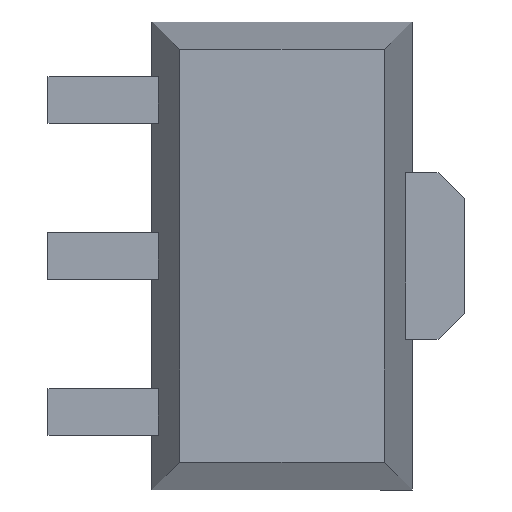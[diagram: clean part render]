
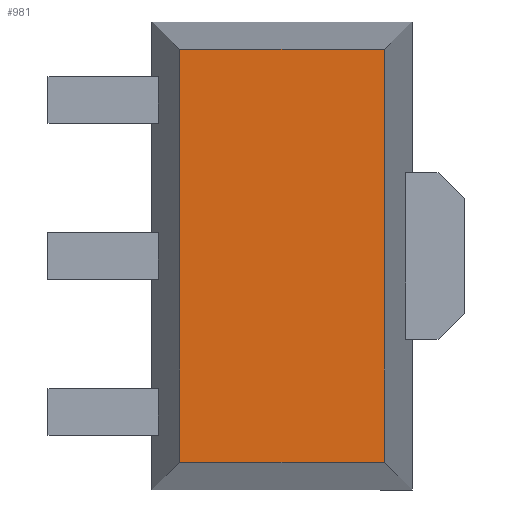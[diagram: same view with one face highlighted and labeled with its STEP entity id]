
A CAD part, top view. The second image highlights one B-rep face of the part: STEP entity #981.
In plain terms, the highlighted planar face has unit normal (0, 0, 1).
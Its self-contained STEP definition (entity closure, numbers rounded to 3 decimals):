
#16 = VERTEX_POINT ( 'NONE', #625 ) ;
#90 = EDGE_CURVE ( 'NONE', #1016, #1044, #146, .T. ) ;
#108 = ORIENTED_EDGE ( 'NONE', *, *, #1650, .F. ) ;
#117 = CARTESIAN_POINT ( 'NONE',  ( -0.986, 1.986, 1.5 ) ) ;
#120 = CARTESIAN_POINT ( 'NONE',  ( 0., 0., 1.5 ) ) ;
#138 = EDGE_LOOP ( 'NONE', ( #108, #1152, #723, #624 ) ) ;
#146 = LINE ( 'NONE', #1555, #1782 ) ;
#169 = VECTOR ( 'NONE', #1911, 1000. ) ;
#182 = CARTESIAN_POINT ( 'NONE',  ( -0.986, 0., 1.5 ) ) ;
#195 = EDGE_CURVE ( 'NONE', #16, #1667, #1093, .T. ) ;
#208 = VECTOR ( 'NONE', #1259, 1000. ) ;
#228 = LINE ( 'NONE', #520, #169 ) ;
#280 = VECTOR ( 'NONE', #1098, 1000. ) ;
#338 = LINE ( 'NONE', #1515, #208 ) ;
#376 = EDGE_CURVE ( 'NONE', #1667, #1016, #228, .T. ) ;
#425 = DIRECTION ( 'NONE',  ( -1., 0., 0. ) ) ;
#520 = CARTESIAN_POINT ( 'NONE',  ( 0., 1.986, 1.5 ) ) ;
#578 = DIRECTION ( 'NONE',  ( 0., 0., -1. ) ) ;
#624 = ORIENTED_EDGE ( 'NONE', *, *, #195, .F. ) ;
#625 = CARTESIAN_POINT ( 'NONE',  ( -0.986, -1.986, 1.5 ) ) ;
#723 = ORIENTED_EDGE ( 'NONE', *, *, #376, .F. ) ;
#747 = CARTESIAN_POINT ( 'NONE',  ( 0.986, -1.986, 1.5 ) ) ;
#848 = FACE_OUTER_BOUND ( 'NONE', #138, .T. ) ;
#981 = ADVANCED_FACE ( 'NONE', ( #848 ), #1781, .F. ) ;
#1016 = VERTEX_POINT ( 'NONE', #1967 ) ;
#1044 = VERTEX_POINT ( 'NONE', #747 ) ;
#1093 = LINE ( 'NONE', #182, #280 ) ;
#1098 = DIRECTION ( 'NONE',  ( 0., 1., 0. ) ) ;
#1152 = ORIENTED_EDGE ( 'NONE', *, *, #90, .F. ) ;
#1180 = AXIS2_PLACEMENT_3D ( 'NONE', #120, #578, #425 ) ;
#1259 = DIRECTION ( 'NONE',  ( -1., 0., 0. ) ) ;
#1515 = CARTESIAN_POINT ( 'NONE',  ( 0., -1.986, 1.5 ) ) ;
#1555 = CARTESIAN_POINT ( 'NONE',  ( 0.986, 0., 1.5 ) ) ;
#1650 = EDGE_CURVE ( 'NONE', #1044, #16, #338, .T. ) ;
#1667 = VERTEX_POINT ( 'NONE', #117 ) ;
#1701 = DIRECTION ( 'NONE',  ( 0., -1., 0. ) ) ;
#1781 = PLANE ( 'NONE',  #1180 ) ;
#1782 = VECTOR ( 'NONE', #1701, 1000. ) ;
#1911 = DIRECTION ( 'NONE',  ( 1., 0., 0. ) ) ;
#1967 = CARTESIAN_POINT ( 'NONE',  ( 0.986, 1.986, 1.5 ) ) ;
